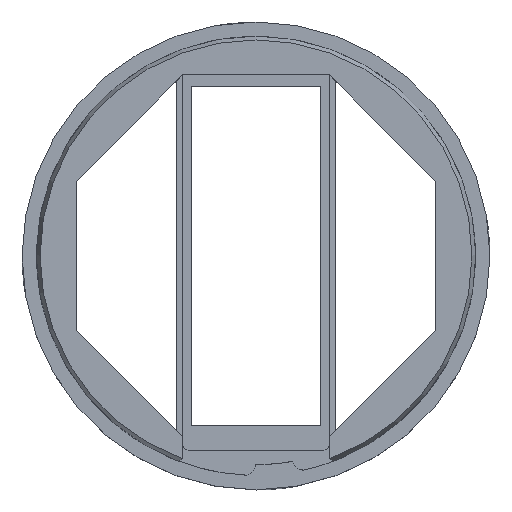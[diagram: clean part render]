
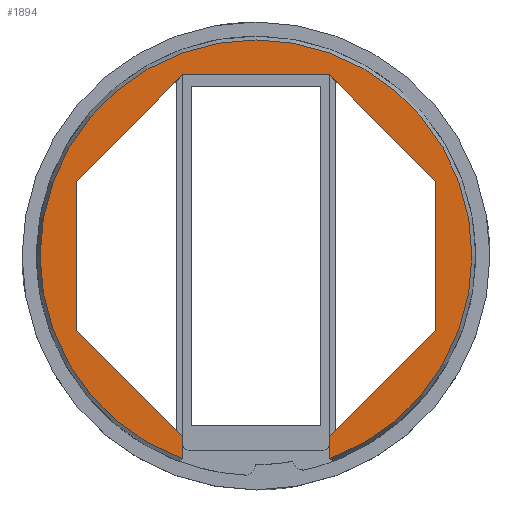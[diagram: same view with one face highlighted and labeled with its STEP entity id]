
A CAD part, top view. The second image highlights one B-rep face of the part: STEP entity #1894.
In plain terms, the highlighted planar face has unit normal (0, 0, 1).
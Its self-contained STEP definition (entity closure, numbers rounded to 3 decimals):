
#41=PLANE('',#2075);
#123=LINE('',#3038,#297);
#127=LINE('',#3046,#301);
#129=LINE('',#3052,#303);
#133=LINE('',#3060,#307);
#135=LINE('',#3069,#309);
#136=LINE('',#3072,#310);
#137=LINE('',#3074,#311);
#138=LINE('',#3075,#312);
#139=LINE('',#3078,#313);
#140=LINE('',#3080,#314);
#141=LINE('',#3082,#315);
#142=LINE('',#3083,#316);
#143=LINE('',#3085,#317);
#144=LINE('',#3087,#318);
#145=LINE('',#3088,#319);
#297=VECTOR('',#2417,10.);
#301=VECTOR('',#2423,10.);
#303=VECTOR('',#2427,10.);
#307=VECTOR('',#2433,10.);
#309=VECTOR('',#2439,10.);
#310=VECTOR('',#2442,10.);
#311=VECTOR('',#2443,10.);
#312=VECTOR('',#2444,10.);
#313=VECTOR('',#2447,10.);
#314=VECTOR('',#2448,10.);
#315=VECTOR('',#2449,10.);
#316=VECTOR('',#2450,10.);
#317=VECTOR('',#2451,10.);
#318=VECTOR('',#2452,10.);
#319=VECTOR('',#2453,10.);
#492=FACE_OUTER_BOUND('',#594,.T.);
#594=EDGE_LOOP('',(#1429,#1430,#1431,#1432,#1433,#1434,#1435,#1436,#1437,
#1438,#1439,#1440,#1441,#1442,#1443,#1444));
#739=CIRCLE('',#2076,30.);
#882=VERTEX_POINT('',#3034);
#884=VERTEX_POINT('',#3037);
#886=VERTEX_POINT('',#3042);
#887=VERTEX_POINT('',#3044);
#888=VERTEX_POINT('',#3048);
#890=VERTEX_POINT('',#3051);
#892=VERTEX_POINT('',#3056);
#893=VERTEX_POINT('',#3058);
#895=VERTEX_POINT('',#3065);
#896=VERTEX_POINT('',#3071);
#897=VERTEX_POINT('',#3073);
#898=VERTEX_POINT('',#3076);
#899=VERTEX_POINT('',#3079);
#900=VERTEX_POINT('',#3081);
#901=VERTEX_POINT('',#3084);
#902=VERTEX_POINT('',#3086);
#1091=EDGE_CURVE('',#884,#882,#123,.T.);
#1095=EDGE_CURVE('',#886,#887,#127,.T.);
#1097=EDGE_CURVE('',#890,#888,#129,.T.);
#1101=EDGE_CURVE('',#892,#893,#133,.T.);
#1105=EDGE_CURVE('',#888,#895,#135,.T.);
#1106=EDGE_CURVE('',#893,#896,#136,.T.);
#1107=EDGE_CURVE('',#896,#897,#137,.T.);
#1108=EDGE_CURVE('',#897,#890,#138,.T.);
#1109=EDGE_CURVE('',#895,#898,#739,.T.);
#1110=EDGE_CURVE('',#898,#886,#139,.T.);
#1111=EDGE_CURVE('',#887,#899,#140,.T.);
#1112=EDGE_CURVE('',#899,#900,#141,.T.);
#1113=EDGE_CURVE('',#900,#884,#142,.T.);
#1114=EDGE_CURVE('',#882,#901,#143,.T.);
#1115=EDGE_CURVE('',#901,#902,#144,.T.);
#1116=EDGE_CURVE('',#902,#892,#145,.T.);
#1429=ORIENTED_EDGE('',*,*,#1101,.T.);
#1430=ORIENTED_EDGE('',*,*,#1106,.T.);
#1431=ORIENTED_EDGE('',*,*,#1107,.T.);
#1432=ORIENTED_EDGE('',*,*,#1108,.T.);
#1433=ORIENTED_EDGE('',*,*,#1097,.T.);
#1434=ORIENTED_EDGE('',*,*,#1105,.T.);
#1435=ORIENTED_EDGE('',*,*,#1109,.T.);
#1436=ORIENTED_EDGE('',*,*,#1110,.T.);
#1437=ORIENTED_EDGE('',*,*,#1095,.T.);
#1438=ORIENTED_EDGE('',*,*,#1111,.T.);
#1439=ORIENTED_EDGE('',*,*,#1112,.T.);
#1440=ORIENTED_EDGE('',*,*,#1113,.T.);
#1441=ORIENTED_EDGE('',*,*,#1091,.T.);
#1442=ORIENTED_EDGE('',*,*,#1114,.T.);
#1443=ORIENTED_EDGE('',*,*,#1115,.T.);
#1444=ORIENTED_EDGE('',*,*,#1116,.T.);
#1894=ADVANCED_FACE('',(#492),#41,.T.);
#2075=AXIS2_PLACEMENT_3D('',#3070,#2440,#2441);
#2076=AXIS2_PLACEMENT_3D('',#3077,#2445,#2446);
#2417=DIRECTION('',(1.,0.,0.));
#2423=DIRECTION('',(-1.,0.,0.));
#2427=DIRECTION('',(-1.,0.,0.));
#2433=DIRECTION('',(1.,0.,0.));
#2439=DIRECTION('',(0.,-1.,0.));
#2440=DIRECTION('center_axis',(0.,0.,1.));
#2441=DIRECTION('ref_axis',(1.,0.,0.));
#2442=DIRECTION('',(0.707,-0.707,0.));
#2443=DIRECTION('',(0.,-1.,0.));
#2444=DIRECTION('',(-0.707,-0.707,0.));
#2445=DIRECTION('center_axis',(0.,0.,1.));
#2446=DIRECTION('ref_axis',(1.,0.,0.));
#2447=DIRECTION('',(0.,1.,0.));
#2448=DIRECTION('',(-0.707,0.707,0.));
#2449=DIRECTION('',(0.,1.,0.));
#2450=DIRECTION('',(0.707,0.707,0.));
#2451=DIRECTION('',(0.,1.,0.));
#2452=DIRECTION('',(1.,0.,0.));
#2453=DIRECTION('',(0.,-1.,0.));
#3034=CARTESIAN_POINT('',(-10.24,25.,0.));
#3037=CARTESIAN_POINT('',(-10.355,25.,0.));
#3038=CARTESIAN_POINT('',(-5.178,25.,0.));
#3042=CARTESIAN_POINT('',(-10.24,-25.,0.));
#3044=CARTESIAN_POINT('',(-10.355,-25.,0.));
#3046=CARTESIAN_POINT('',(5.178,-25.,0.));
#3048=CARTESIAN_POINT('',(10.24,-25.,0.));
#3051=CARTESIAN_POINT('',(10.355,-25.,0.));
#3052=CARTESIAN_POINT('',(5.178,-25.,0.));
#3056=CARTESIAN_POINT('',(10.24,25.,0.));
#3058=CARTESIAN_POINT('',(10.355,25.,0.));
#3060=CARTESIAN_POINT('',(-5.178,25.,0.));
#3065=CARTESIAN_POINT('',(10.24,-28.198,0.));
#3069=CARTESIAN_POINT('',(10.24,13.125,0.));
#3070=CARTESIAN_POINT('Origin',(0.,0.,0.));
#3071=CARTESIAN_POINT('',(25.,10.355,0.));
#3072=CARTESIAN_POINT('',(25.,10.355,0.));
#3073=CARTESIAN_POINT('',(25.,-10.355,0.));
#3074=CARTESIAN_POINT('',(25.,-10.355,0.));
#3075=CARTESIAN_POINT('',(21.339,-14.017,0.));
#3076=CARTESIAN_POINT('',(-10.24,-28.198,0.));
#3077=CARTESIAN_POINT('Origin',(0.,0.,0.));
#3078=CARTESIAN_POINT('',(-10.24,-18.125,0.));
#3079=CARTESIAN_POINT('',(-25.,-10.355,0.));
#3080=CARTESIAN_POINT('',(-25.,-10.355,0.));
#3081=CARTESIAN_POINT('',(-25.,10.355,0.));
#3082=CARTESIAN_POINT('',(-25.,10.355,0.));
#3083=CARTESIAN_POINT('',(-21.339,14.017,0.));
#3084=CARTESIAN_POINT('',(-10.24,25.24,0.));
#3085=CARTESIAN_POINT('',(-10.24,-18.125,0.));
#3086=CARTESIAN_POINT('',(10.24,25.24,0.));
#3087=CARTESIAN_POINT('',(-5.625,25.24,0.));
#3088=CARTESIAN_POINT('',(10.24,13.125,0.));
